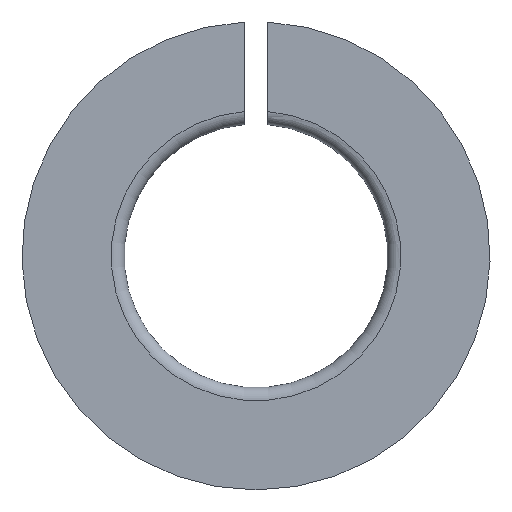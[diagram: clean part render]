
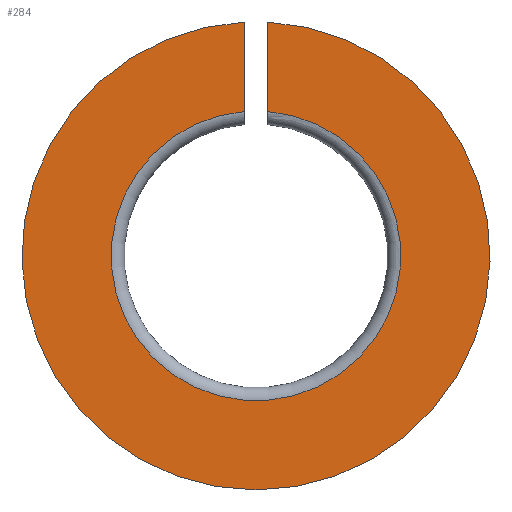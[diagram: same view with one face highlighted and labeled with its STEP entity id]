
A CAD part, left-side view. The second image highlights one B-rep face of the part: STEP entity #284.
In plain terms, the highlighted planar face has unit normal (-1, 0, 0).
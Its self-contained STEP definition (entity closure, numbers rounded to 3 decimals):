
#5 = ORIENTED_EDGE ( 'NONE', *, *, #159, .F. ) ;
#32 = VERTEX_POINT ( 'NONE', #221 ) ;
#41 = CARTESIAN_POINT ( 'NONE',  ( -1.8, 0.45, 9.039 ) ) ;
#45 = CARTESIAN_POINT ( 'NONE',  ( -1.8, 9.05, 0. ) ) ;
#46 = DIRECTION ( 'NONE',  ( 0., 0., -1. ) ) ;
#53 = DIRECTION ( 'NONE',  ( 1., 0., 0. ) ) ;
#64 = CARTESIAN_POINT ( 'NONE',  ( -1.8, 0., 0. ) ) ;
#71 = VERTEX_POINT ( 'NONE', #155 ) ;
#102 = CARTESIAN_POINT ( 'NONE',  ( -1.8, 0., 0. ) ) ;
#103 = CARTESIAN_POINT ( 'NONE',  ( -1.8, -0.45, 9.039 ) ) ;
#108 = LINE ( 'NONE', #162, #114 ) ;
#114 = VECTOR ( 'NONE', #192, 1000. ) ;
#127 = DIRECTION ( 'NONE',  ( 0., 0., -1. ) ) ;
#132 = VERTEX_POINT ( 'NONE', #41 ) ;
#141 = DIRECTION ( 'NONE',  ( -1., 0., 0. ) ) ;
#142 = EDGE_CURVE ( 'NONE', #132, #229, #277, .T. ) ;
#143 = LINE ( 'NONE', #237, #278 ) ;
#144 = CIRCLE ( 'NONE', #207, 5.6 ) ;
#155 = CARTESIAN_POINT ( 'NONE',  ( -1.8, 0.45, 5.582 ) ) ;
#159 = EDGE_CURVE ( 'NONE', #32, #229, #108, .T. ) ;
#162 = CARTESIAN_POINT ( 'NONE',  ( -1.8, -0.45, 0. ) ) ;
#165 = EDGE_LOOP ( 'NONE', ( #171, #223, #5, #173 ) ) ;
#171 = ORIENTED_EDGE ( 'NONE', *, *, #185, .F. ) ;
#173 = ORIENTED_EDGE ( 'NONE', *, *, #232, .F. ) ;
#185 = EDGE_CURVE ( 'NONE', #132, #71, #143, .T. ) ;
#188 = FACE_OUTER_BOUND ( 'NONE', #165, .T. ) ;
#192 = DIRECTION ( 'NONE',  ( 0., 0., 1. ) ) ;
#207 = AXIS2_PLACEMENT_3D ( 'NONE', #102, #141, #244 ) ;
#221 = CARTESIAN_POINT ( 'NONE',  ( -1.8, -0.45, 5.582 ) ) ;
#223 = ORIENTED_EDGE ( 'NONE', *, *, #142, .T. ) ;
#229 = VERTEX_POINT ( 'NONE', #103 ) ;
#232 = EDGE_CURVE ( 'NONE', #71, #32, #144, .T. ) ;
#237 = CARTESIAN_POINT ( 'NONE',  ( -1.8, 0.45, 0. ) ) ;
#244 = DIRECTION ( 'NONE',  ( 0., 0., 1. ) ) ;
#254 = AXIS2_PLACEMENT_3D ( 'NONE', #64, #280, #258 ) ;
#258 = DIRECTION ( 'NONE',  ( 0., 0., 1. ) ) ;
#260 = AXIS2_PLACEMENT_3D ( 'NONE', #45, #53, #46 ) ;
#277 = CIRCLE ( 'NONE', #254, 9.05 ) ;
#278 = VECTOR ( 'NONE', #127, 1000. ) ;
#280 = DIRECTION ( 'NONE',  ( -1., 0., 0. ) ) ;
#282 = PLANE ( 'NONE',  #260 ) ;
#284 = ADVANCED_FACE ( 'NONE', ( #188 ), #282, .F. ) ;
